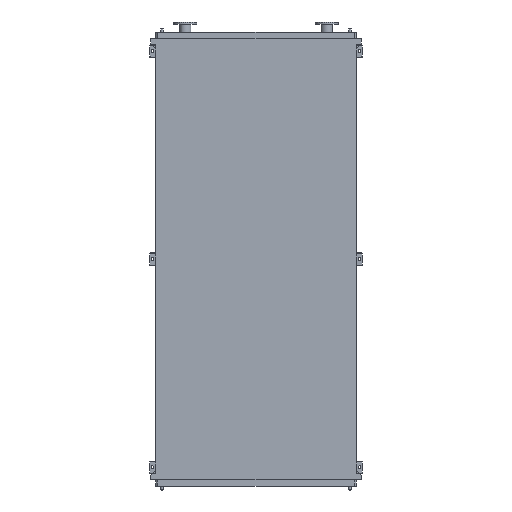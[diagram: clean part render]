
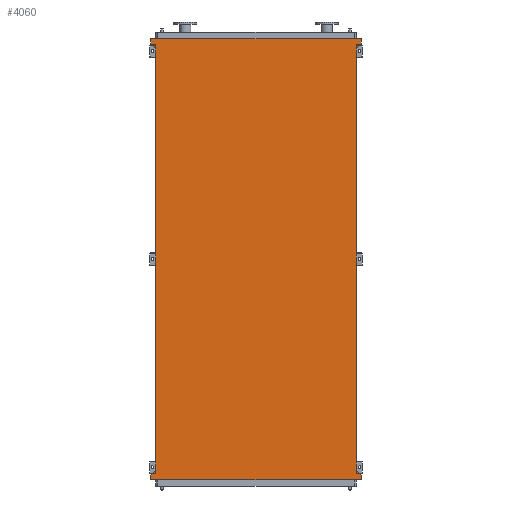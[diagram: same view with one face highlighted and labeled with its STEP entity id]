
A CAD part, front view. The second image highlights one B-rep face of the part: STEP entity #4060.
In plain terms, the highlighted planar face has unit normal (0, -1, 0).
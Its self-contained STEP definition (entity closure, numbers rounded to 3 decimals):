
#149 = ORIENTED_EDGE ( 'NONE', *, *, #7867, .F. ) ;
#747 = ORIENTED_EDGE ( 'NONE', *, *, #6590, .F. ) ;
#783 = CARTESIAN_POINT ( 'NONE',  ( 965., 0., -4050. ) ) ;
#1046 = VERTEX_POINT ( 'NONE', #12140 ) ;
#1165 = DIRECTION ( 'NONE',  ( 0.655, 0., 0.755 ) ) ;
#1957 = CARTESIAN_POINT ( 'NONE',  ( 965., 0., -4050. ) ) ;
#2035 = LINE ( 'NONE', #2489, #21350 ) ;
#2489 = CARTESIAN_POINT ( 'NONE',  ( -965., 0., -4050. ) ) ;
#2804 = VECTOR ( 'NONE', #18243, 1000. ) ;
#2982 = DIRECTION ( 'NONE',  ( 1., 0., 0. ) ) ;
#3016 = VECTOR ( 'NONE', #7236, 1000. ) ;
#3103 = CARTESIAN_POINT ( 'NONE',  ( -1011., 0., 95. ) ) ;
#3371 = VECTOR ( 'NONE', #2982, 1000. ) ;
#3391 = CARTESIAN_POINT ( 'NONE',  ( -965., 0., 0. ) ) ;
#3496 = CARTESIAN_POINT ( 'NONE',  ( -1011., 0., 53. ) ) ;
#3565 = CARTESIAN_POINT ( 'NONE',  ( -965., 0., -4050. ) ) ;
#3868 = CARTESIAN_POINT ( 'NONE',  ( 965., 0., 0. ) ) ;
#3973 = DIRECTION ( 'NONE',  ( 0., 0., -1. ) ) ;
#4060 = ADVANCED_FACE ( 'NONE', ( #23682 ), #7378, .T. ) ;
#4325 = ORIENTED_EDGE ( 'NONE', *, *, #17894, .F. ) ;
#4357 = VERTEX_POINT ( 'NONE', #17925 ) ;
#4572 = DIRECTION ( 'NONE',  ( 0., 0., -1. ) ) ;
#4639 = ORIENTED_EDGE ( 'NONE', *, *, #9138, .F. ) ;
#4760 = DIRECTION ( 'NONE',  ( -0.655, 0., -0.755 ) ) ;
#4995 = VERTEX_POINT ( 'NONE', #6592 ) ;
#5343 = VECTOR ( 'NONE', #3973, 1000. ) ;
#5656 = EDGE_CURVE ( 'NONE', #21667, #8130, #2035, .T. ) ;
#6007 = VERTEX_POINT ( 'NONE', #16840 ) ;
#6058 = LINE ( 'NONE', #23731, #10501 ) ;
#6459 = VECTOR ( 'NONE', #1165, 1000. ) ;
#6524 = LINE ( 'NONE', #9625, #5343 ) ;
#6590 = EDGE_CURVE ( 'NONE', #15237, #4357, #10042, .T. ) ;
#6592 = CARTESIAN_POINT ( 'NONE',  ( 1011., 0., 95. ) ) ;
#7236 = DIRECTION ( 'NONE',  ( 0., 0., 1. ) ) ;
#7378 = PLANE ( 'NONE',  #10048 ) ;
#7605 = LINE ( 'NONE', #13954, #21830 ) ;
#7867 = EDGE_CURVE ( 'NONE', #4357, #14464, #7605, .T. ) ;
#7882 = LINE ( 'NONE', #23627, #2804 ) ;
#7936 = VERTEX_POINT ( 'NONE', #21511 ) ;
#8130 = VERTEX_POINT ( 'NONE', #3391 ) ;
#8676 = LINE ( 'NONE', #20266, #3016 ) ;
#9138 = EDGE_CURVE ( 'NONE', #14464, #1046, #9629, .T. ) ;
#9300 = DIRECTION ( 'NONE',  ( 0., -1., 0. ) ) ;
#9625 = CARTESIAN_POINT ( 'NONE',  ( 1011., 0., 95. ) ) ;
#9629 = LINE ( 'NONE', #23882, #18367 ) ;
#9913 = LINE ( 'NONE', #3496, #14342 ) ;
#10042 = LINE ( 'NONE', #1957, #24158 ) ;
#10048 = AXIS2_PLACEMENT_3D ( 'NONE', #3565, #9300, #22228 ) ;
#10403 = CARTESIAN_POINT ( 'NONE',  ( 1011., 0., 53. ) ) ;
#10412 = EDGE_CURVE ( 'NONE', #1046, #23300, #8676, .T. ) ;
#10501 = VECTOR ( 'NONE', #16528, 1000. ) ;
#11056 = EDGE_LOOP ( 'NONE', ( #23504, #4325, #15008, #20404, #20977, #12345, #17296, #18426, #14134, #4639, #149, #747 ) ) ;
#11194 = CARTESIAN_POINT ( 'NONE',  ( -965., 0., -4050. ) ) ;
#11694 = EDGE_CURVE ( 'NONE', #23300, #21667, #16470, .T. ) ;
#12140 = CARTESIAN_POINT ( 'NONE',  ( -1011., 0., -4145. ) ) ;
#12152 = VECTOR ( 'NONE', #4760, 1000. ) ;
#12345 = ORIENTED_EDGE ( 'NONE', *, *, #12954, .F. ) ;
#12742 = LINE ( 'NONE', #10403, #12152 ) ;
#12954 = EDGE_CURVE ( 'NONE', #8130, #7936, #7882, .T. ) ;
#13954 = CARTESIAN_POINT ( 'NONE',  ( 1011., 0., -4103. ) ) ;
#14134 = ORIENTED_EDGE ( 'NONE', *, *, #10412, .F. ) ;
#14218 = EDGE_CURVE ( 'NONE', #7936, #17365, #9913, .T. ) ;
#14342 = VECTOR ( 'NONE', #18519, 1000. ) ;
#14354 = CARTESIAN_POINT ( 'NONE',  ( -1011., 0., 95. ) ) ;
#14464 = VERTEX_POINT ( 'NONE', #17239 ) ;
#15008 = ORIENTED_EDGE ( 'NONE', *, *, #16683, .F. ) ;
#15237 = VERTEX_POINT ( 'NONE', #783 ) ;
#16470 = LINE ( 'NONE', #23524, #6459 ) ;
#16528 = DIRECTION ( 'NONE',  ( 0., 0., 1. ) ) ;
#16683 = EDGE_CURVE ( 'NONE', #4995, #6007, #6524, .T. ) ;
#16840 = CARTESIAN_POINT ( 'NONE',  ( 1011., 0., 53. ) ) ;
#17239 = CARTESIAN_POINT ( 'NONE',  ( 1011., 0., -4145. ) ) ;
#17296 = ORIENTED_EDGE ( 'NONE', *, *, #5656, .F. ) ;
#17365 = VERTEX_POINT ( 'NONE', #3103 ) ;
#17792 = LINE ( 'NONE', #14354, #3371 ) ;
#17894 = EDGE_CURVE ( 'NONE', #6007, #23654, #12742, .T. ) ;
#17925 = CARTESIAN_POINT ( 'NONE',  ( 1011., 0., -4103. ) ) ;
#18243 = DIRECTION ( 'NONE',  ( -0.655, 0., 0.755 ) ) ;
#18367 = VECTOR ( 'NONE', #18410, 1000. ) ;
#18410 = DIRECTION ( 'NONE',  ( -1., 0., 0. ) ) ;
#18412 = CARTESIAN_POINT ( 'NONE',  ( -1011., 0., -4103. ) ) ;
#18426 = ORIENTED_EDGE ( 'NONE', *, *, #11694, .F. ) ;
#18519 = DIRECTION ( 'NONE',  ( 0., 0., 1. ) ) ;
#18897 = DIRECTION ( 'NONE',  ( 0.655, 0., -0.755 ) ) ;
#20266 = CARTESIAN_POINT ( 'NONE',  ( -1011., 0., -4145. ) ) ;
#20404 = ORIENTED_EDGE ( 'NONE', *, *, #22617, .F. ) ;
#20977 = ORIENTED_EDGE ( 'NONE', *, *, #14218, .F. ) ;
#21283 = DIRECTION ( 'NONE',  ( 0., 0., 1. ) ) ;
#21350 = VECTOR ( 'NONE', #21283, 1000. ) ;
#21511 = CARTESIAN_POINT ( 'NONE',  ( -1011., 0., 53. ) ) ;
#21667 = VERTEX_POINT ( 'NONE', #11194 ) ;
#21830 = VECTOR ( 'NONE', #4572, 1000. ) ;
#22228 = DIRECTION ( 'NONE',  ( 0., 0., -1. ) ) ;
#22617 = EDGE_CURVE ( 'NONE', #17365, #4995, #17792, .T. ) ;
#22762 = EDGE_CURVE ( 'NONE', #15237, #23654, #6058, .T. ) ;
#23300 = VERTEX_POINT ( 'NONE', #18412 ) ;
#23504 = ORIENTED_EDGE ( 'NONE', *, *, #22762, .T. ) ;
#23524 = CARTESIAN_POINT ( 'NONE',  ( -1011., 0., -4103. ) ) ;
#23627 = CARTESIAN_POINT ( 'NONE',  ( -965., 0., 0. ) ) ;
#23654 = VERTEX_POINT ( 'NONE', #3868 ) ;
#23682 = FACE_OUTER_BOUND ( 'NONE', #11056, .T. ) ;
#23731 = CARTESIAN_POINT ( 'NONE',  ( 965., 0., -4050. ) ) ;
#23882 = CARTESIAN_POINT ( 'NONE',  ( 1011., 0., -4145. ) ) ;
#24158 = VECTOR ( 'NONE', #18897, 1000. ) ;
